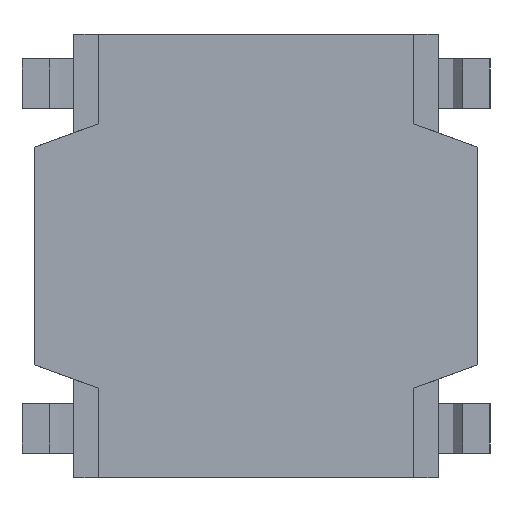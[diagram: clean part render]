
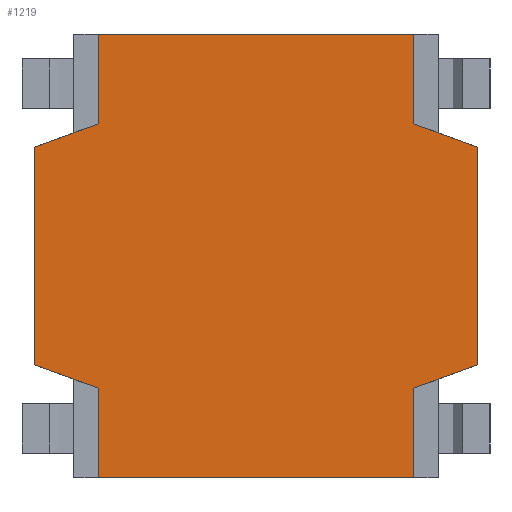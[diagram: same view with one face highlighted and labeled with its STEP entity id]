
A CAD part, front view. The second image highlights one B-rep face of the part: STEP entity #1219.
In plain terms, the highlighted planar face has unit normal (0, -1, 0).
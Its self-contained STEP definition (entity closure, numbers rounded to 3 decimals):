
#3 = LINE ( 'NONE', #1280, #4027 ) ;
#186 = EDGE_CURVE ( 'NONE', #3674, #3309, #1043, .T. ) ;
#239 = DIRECTION ( 'NONE',  ( -1., 0., 0. ) ) ;
#369 = CARTESIAN_POINT ( 'NONE',  ( -2.25, 0.05, 1.104 ) ) ;
#414 = AXIS2_PLACEMENT_3D ( 'NONE', #1166, #849, #565 ) ;
#465 = EDGE_CURVE ( 'NONE', #1886, #2259, #1277, .T. ) ;
#558 = VECTOR ( 'NONE', #1430, 1000. ) ;
#561 = CARTESIAN_POINT ( 'NONE',  ( -1.85, 0.05, -2.25 ) ) ;
#565 = DIRECTION ( 'NONE',  ( 0., 0., -1. ) ) ;
#603 = CARTESIAN_POINT ( 'NONE',  ( 2.25, 0.05, 1.104 ) ) ;
#717 = VECTOR ( 'NONE', #2607, 1000. ) ;
#718 = DIRECTION ( 'NONE',  ( 0., 0., 1. ) ) ;
#759 = LINE ( 'NONE', #2346, #3704 ) ;
#795 = CARTESIAN_POINT ( 'NONE',  ( -1.6, 0.05, 1.341 ) ) ;
#828 = CARTESIAN_POINT ( 'NONE',  ( 1.6, 0.05, 2.25 ) ) ;
#838 = EDGE_CURVE ( 'NONE', #4000, #1844, #3631, .T. ) ;
#849 = DIRECTION ( 'NONE',  ( 0., -1., 0. ) ) ;
#932 = CARTESIAN_POINT ( 'NONE',  ( 2.25, 0.05, -1.104 ) ) ;
#945 = ORIENTED_EDGE ( 'NONE', *, *, #2855, .F. ) ;
#967 = CARTESIAN_POINT ( 'NONE',  ( -2.25, 0.05, 1.104 ) ) ;
#984 = CARTESIAN_POINT ( 'NONE',  ( 1.6, 0.05, 1.341 ) ) ;
#1000 = VECTOR ( 'NONE', #2325, 1000. ) ;
#1004 = DIRECTION ( 'NONE',  ( 0., 0., 1. ) ) ;
#1043 = LINE ( 'NONE', #3562, #3598 ) ;
#1077 = CARTESIAN_POINT ( 'NONE',  ( 1.6, 0.05, -1.341 ) ) ;
#1100 = EDGE_CURVE ( 'NONE', #3277, #1886, #2029, .T. ) ;
#1166 = CARTESIAN_POINT ( 'NONE',  ( 0., 0.05, 0. ) ) ;
#1219 = ADVANCED_FACE ( 'NONE', ( #2301 ), #2767, .T. ) ;
#1277 = LINE ( 'NONE', #561, #1939 ) ;
#1280 = CARTESIAN_POINT ( 'NONE',  ( -1.6, 0.05, -1.341 ) ) ;
#1291 = LINE ( 'NONE', #2596, #1650 ) ;
#1366 = DIRECTION ( 'NONE',  ( -0.94, 0., 0.342 ) ) ;
#1401 = ORIENTED_EDGE ( 'NONE', *, *, #1676, .F. ) ;
#1402 = VECTOR ( 'NONE', #3707, 1000. ) ;
#1430 = DIRECTION ( 'NONE',  ( 0., 0., -1. ) ) ;
#1451 = CARTESIAN_POINT ( 'NONE',  ( 1.6, 0.05, -1.341 ) ) ;
#1490 = EDGE_CURVE ( 'NONE', #2867, #2405, #1916, .T. ) ;
#1523 = CARTESIAN_POINT ( 'NONE',  ( 2.25, 0.05, 1.104 ) ) ;
#1650 = VECTOR ( 'NONE', #718, 1000. ) ;
#1662 = ORIENTED_EDGE ( 'NONE', *, *, #2935, .F. ) ;
#1676 = EDGE_CURVE ( 'NONE', #3309, #2664, #3511, .T. ) ;
#1736 = DIRECTION ( 'NONE',  ( -0.94, 0., -0.342 ) ) ;
#1746 = VECTOR ( 'NONE', #1366, 1000. ) ;
#1844 = VERTEX_POINT ( 'NONE', #795 ) ;
#1886 = VERTEX_POINT ( 'NONE', #3029 ) ;
#1915 = ORIENTED_EDGE ( 'NONE', *, *, #3887, .F. ) ;
#1916 = LINE ( 'NONE', #1523, #1402 ) ;
#1939 = VECTOR ( 'NONE', #239, 1000. ) ;
#2017 = CARTESIAN_POINT ( 'NONE',  ( 1.6, 0.05, 1.341 ) ) ;
#2029 = LINE ( 'NONE', #1077, #558 ) ;
#2030 = ORIENTED_EDGE ( 'NONE', *, *, #465, .F. ) ;
#2218 = CARTESIAN_POINT ( 'NONE',  ( -1.6, 0.05, -1.341 ) ) ;
#2219 = DIRECTION ( 'NONE',  ( 0.94, 0., 0.342 ) ) ;
#2259 = VERTEX_POINT ( 'NONE', #2562 ) ;
#2301 = FACE_OUTER_BOUND ( 'NONE', #3561, .T. ) ;
#2325 = DIRECTION ( 'NONE',  ( 0., 0., -1. ) ) ;
#2346 = CARTESIAN_POINT ( 'NONE',  ( 1.85, 0.05, -1.25 ) ) ;
#2356 = VERTEX_POINT ( 'NONE', #2218 ) ;
#2405 = VERTEX_POINT ( 'NONE', #932 ) ;
#2562 = CARTESIAN_POINT ( 'NONE',  ( -1.6, 0.05, -2.25 ) ) ;
#2585 = ORIENTED_EDGE ( 'NONE', *, *, #3544, .F. ) ;
#2596 = CARTESIAN_POINT ( 'NONE',  ( -1.6, 0.05, 1.341 ) ) ;
#2598 = CARTESIAN_POINT ( 'NONE',  ( 1.85, 0.05, 1.25 ) ) ;
#2607 = DIRECTION ( 'NONE',  ( 0.94, 0., -0.342 ) ) ;
#2664 = VERTEX_POINT ( 'NONE', #984 ) ;
#2715 = ORIENTED_EDGE ( 'NONE', *, *, #3052, .F. ) ;
#2722 = LINE ( 'NONE', #3546, #1746 ) ;
#2747 = VERTEX_POINT ( 'NONE', #3263 ) ;
#2767 = PLANE ( 'NONE',  #414 ) ;
#2855 = EDGE_CURVE ( 'NONE', #2747, #4000, #3545, .T. ) ;
#2867 = VERTEX_POINT ( 'NONE', #603 ) ;
#2873 = VECTOR ( 'NONE', #1004, 1000. ) ;
#2935 = EDGE_CURVE ( 'NONE', #2664, #2867, #3213, .T. ) ;
#3029 = CARTESIAN_POINT ( 'NONE',  ( 1.6, 0.05, -2.25 ) ) ;
#3052 = EDGE_CURVE ( 'NONE', #2405, #3277, #759, .T. ) ;
#3086 = ORIENTED_EDGE ( 'NONE', *, *, #838, .F. ) ;
#3195 = DIRECTION ( 'NONE',  ( 0., 0., 1. ) ) ;
#3213 = LINE ( 'NONE', #2598, #717 ) ;
#3227 = ORIENTED_EDGE ( 'NONE', *, *, #1100, .F. ) ;
#3238 = VECTOR ( 'NONE', #2219, 1000. ) ;
#3263 = CARTESIAN_POINT ( 'NONE',  ( -2.25, 0.05, -1.104 ) ) ;
#3277 = VERTEX_POINT ( 'NONE', #1451 ) ;
#3309 = VERTEX_POINT ( 'NONE', #828 ) ;
#3409 = CARTESIAN_POINT ( 'NONE',  ( -2.25, 0.05, 1.104 ) ) ;
#3421 = EDGE_CURVE ( 'NONE', #1844, #3674, #1291, .T. ) ;
#3511 = LINE ( 'NONE', #2017, #1000 ) ;
#3530 = DIRECTION ( 'NONE',  ( 1., 0., 0. ) ) ;
#3544 = EDGE_CURVE ( 'NONE', #2259, #2356, #3, .T. ) ;
#3545 = LINE ( 'NONE', #3409, #2873 ) ;
#3546 = CARTESIAN_POINT ( 'NONE',  ( -2.25, 0.05, -1.104 ) ) ;
#3561 = EDGE_LOOP ( 'NONE', ( #3567, #3086, #945, #1915, #2585, #2030, #3227, #2715, #3905, #1662, #1401, #3688 ) ) ;
#3562 = CARTESIAN_POINT ( 'NONE',  ( -1.85, 0.05, 2.25 ) ) ;
#3567 = ORIENTED_EDGE ( 'NONE', *, *, #3421, .F. ) ;
#3598 = VECTOR ( 'NONE', #3530, 1000. ) ;
#3631 = LINE ( 'NONE', #967, #3238 ) ;
#3674 = VERTEX_POINT ( 'NONE', #3728 ) ;
#3688 = ORIENTED_EDGE ( 'NONE', *, *, #186, .F. ) ;
#3704 = VECTOR ( 'NONE', #1736, 1000. ) ;
#3707 = DIRECTION ( 'NONE',  ( 0., 0., -1. ) ) ;
#3728 = CARTESIAN_POINT ( 'NONE',  ( -1.6, 0.05, 2.25 ) ) ;
#3887 = EDGE_CURVE ( 'NONE', #2356, #2747, #2722, .T. ) ;
#3905 = ORIENTED_EDGE ( 'NONE', *, *, #1490, .F. ) ;
#4000 = VERTEX_POINT ( 'NONE', #369 ) ;
#4027 = VECTOR ( 'NONE', #3195, 1000. ) ;
